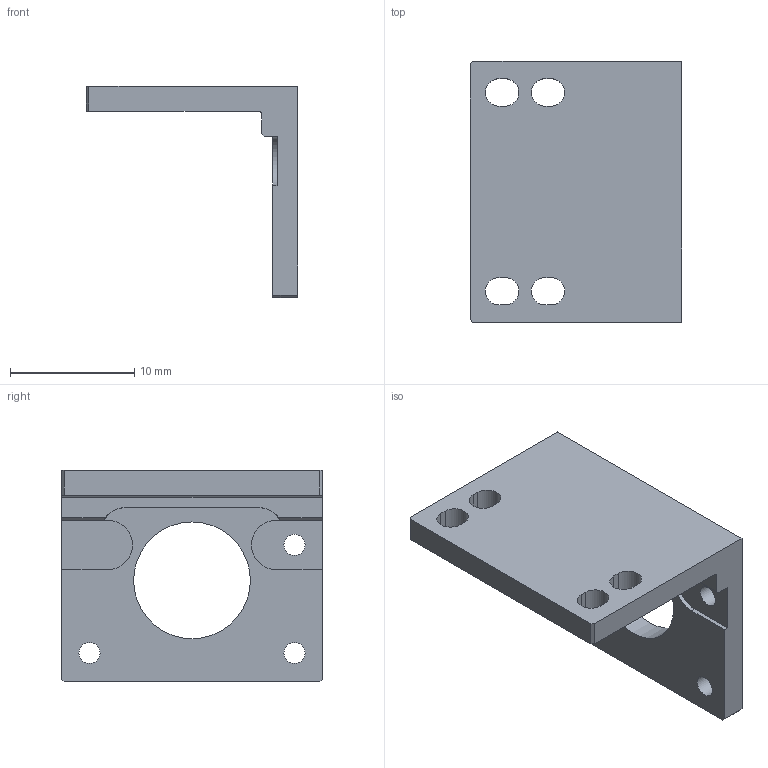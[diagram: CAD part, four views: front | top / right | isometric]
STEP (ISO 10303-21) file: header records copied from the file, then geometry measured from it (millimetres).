
FILE_DESCRIPTION(/* description */ (''),/* implementation_level */ '2;1');
FILE_NAME(/* name */ 'M_9402_0031_04_A.stp',/* time_stamp */ '2015-06-09T09:17:18+01:00',/* author */ (''),/* organization */ (''),/* preprocessor_version */ 'ST-DEVELOPER v11',/* originating_system */ 'SIEMENS PLM Software NX 7.5',/* authorisation */ '');
FILE_SCHEMA (('AUTOMOTIVE_DESIGN { 1 0 10303 214 1 1 1 1 }'));
Length unit declared in the file: millimetre
Products named in the file (1): mc1311CBo1rh
Bounding box: 17 x 21 x 17 mm (x, y, z)
Volume: 1164.2 mm3; surface area: 1524.2 mm2
Topology: 1 solids, 1 shells, 47 faces, 139 edges, 94 vertices
Faces by surface type: plane 30, cylinder 17
Full cylindrical faces by diameter (mm): 1.7 x3, 9.4 x1
Entity records: 1590 total; most frequent: CARTESIAN_POINT 270, DIRECTION 265, ORIENTED_EDGE 262, EDGE_CURVE 131, LINE 95, VECTOR 95, VERTEX_POINT 90, AXIS2_PLACEMENT_3D 85
